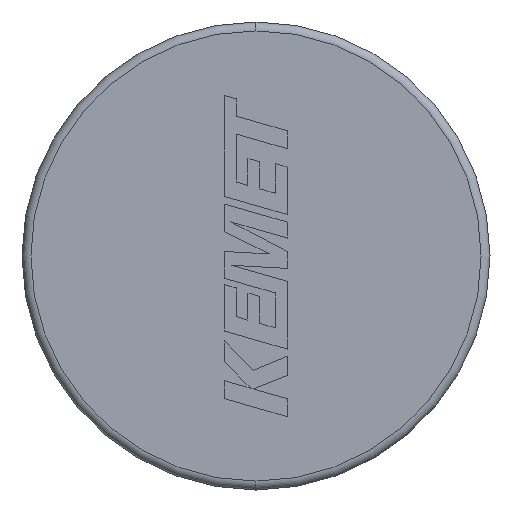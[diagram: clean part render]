
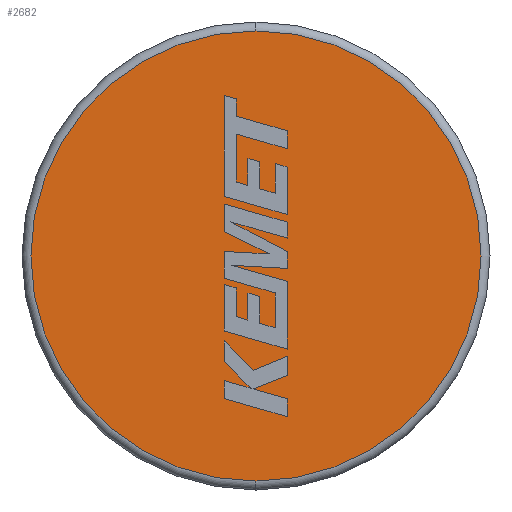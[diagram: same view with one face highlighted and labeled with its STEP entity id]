
A CAD part, left-side view. The second image highlights one B-rep face of the part: STEP entity #2682.
In plain terms, the highlighted planar face has unit normal (-1, 0, 0).
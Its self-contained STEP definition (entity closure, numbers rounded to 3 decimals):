
#194 = AXIS2_PLACEMENT_3D ( 'NONE', #2571, #805, #2099 ) ;
#477 = CARTESIAN_POINT ( 'NONE',  ( 0., 0., 5.05 ) ) ;
#486 = CIRCLE ( 'NONE', #1243, 5.05 ) ;
#680 = AXIS2_PLACEMENT_3D ( 'NONE', #2430, #1682, #1423 ) ;
#781 = CARTESIAN_POINT ( 'NONE',  ( 0., 0., -5.05 ) ) ;
#805 = DIRECTION ( 'NONE',  ( -1., 0., 0. ) ) ;
#1062 = DIRECTION ( 'NONE',  ( -1., 0., 0. ) ) ;
#1243 = AXIS2_PLACEMENT_3D ( 'NONE', #1337, #1062, #1545 ) ;
#1337 = CARTESIAN_POINT ( 'NONE',  ( 0., 0., 0. ) ) ;
#1423 = DIRECTION ( 'NONE',  ( 0., 0., -1. ) ) ;
#1505 = VERTEX_POINT ( 'NONE', #477 ) ;
#1521 = CIRCLE ( 'NONE', #194, 5.05 ) ;
#1545 = DIRECTION ( 'NONE',  ( 0., 0., -1. ) ) ;
#1682 = DIRECTION ( 'NONE',  ( 1., 0., 0. ) ) ;
#2099 = DIRECTION ( 'NONE',  ( 0., 0., -1. ) ) ;
#2165 = PLANE ( 'NONE',  #680 ) ;
#2355 = EDGE_CURVE ( 'NONE', #3309, #1505, #486, .T. ) ;
#2430 = CARTESIAN_POINT ( 'NONE',  ( 0., 0., 0. ) ) ;
#2446 = EDGE_CURVE ( 'NONE', #1505, #3309, #1521, .T. ) ;
#2450 = FACE_OUTER_BOUND ( 'NONE', #3368, .T. ) ;
#2571 = CARTESIAN_POINT ( 'NONE',  ( 0., 0., 0. ) ) ;
#2632 = ORIENTED_EDGE ( 'NONE', *, *, #2355, .T. ) ;
#2682 = ADVANCED_FACE ( 'NONE', ( #2450 ), #2165, .F. ) ;
#3208 = ORIENTED_EDGE ( 'NONE', *, *, #2446, .T. ) ;
#3309 = VERTEX_POINT ( 'NONE', #781 ) ;
#3368 = EDGE_LOOP ( 'NONE', ( #2632, #3208 ) ) ;
